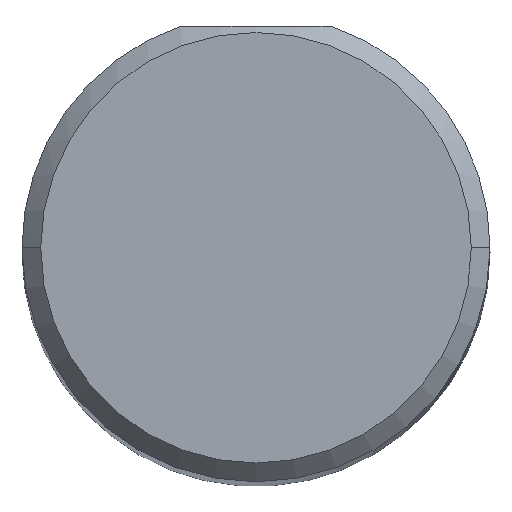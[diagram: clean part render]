
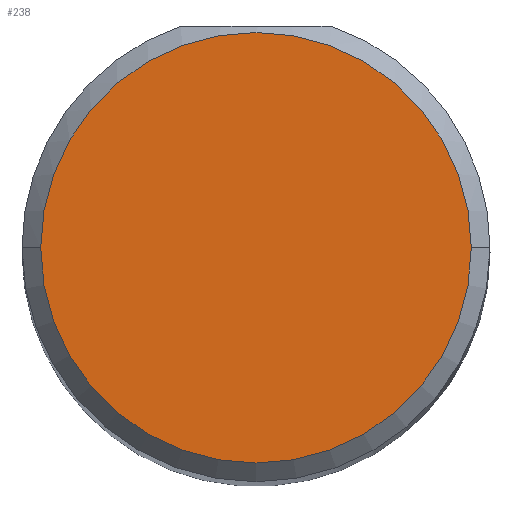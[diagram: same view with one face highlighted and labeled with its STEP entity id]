
A CAD part, top view. The second image highlights one B-rep face of the part: STEP entity #238.
In plain terms, the highlighted planar face has unit normal (0, 0, 1).
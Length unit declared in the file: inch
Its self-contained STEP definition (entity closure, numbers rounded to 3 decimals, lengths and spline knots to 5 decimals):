
#31 = DIRECTION ( 'NONE',  ( 0., 0., 1. ) ) ;
#122 = AXIS2_PLACEMENT_3D ( 'NONE', #312, #363, #136 ) ;
#136 = DIRECTION ( 'NONE',  ( 1., 0., 0. ) ) ;
#204 = ORIENTED_EDGE ( 'NONE', *, *, #338, .T. ) ;
#217 = AXIS2_PLACEMENT_3D ( 'NONE', #522, #577, #683 ) ;
#238 = ADVANCED_FACE ( 'NONE', ( #300 ), #534, .T. ) ;
#289 = VERTEX_POINT ( 'NONE', #326 ) ;
#300 = FACE_OUTER_BOUND ( 'NONE', #327, .T. ) ;
#312 = CARTESIAN_POINT ( 'NONE',  ( 0., 0., 2.5 ) ) ;
#326 = CARTESIAN_POINT ( 'NONE',  ( -0.1725, 0., 2.5 ) ) ;
#327 = EDGE_LOOP ( 'NONE', ( #204, #490 ) ) ;
#338 = EDGE_CURVE ( 'NONE', #289, #586, #542, .T. ) ;
#363 = DIRECTION ( 'NONE',  ( 0., 0., 1. ) ) ;
#374 = DIRECTION ( 'NONE',  ( 1., 0., 0. ) ) ;
#422 = CARTESIAN_POINT ( 'NONE',  ( 0.1725, 0., 2.5 ) ) ;
#440 = CARTESIAN_POINT ( 'NONE',  ( 0., 0., 2.5 ) ) ;
#490 = ORIENTED_EDGE ( 'NONE', *, *, #532, .T. ) ;
#508 = CIRCLE ( 'NONE', #217, 0.1725 ) ;
#522 = CARTESIAN_POINT ( 'NONE',  ( 0., 0., 2.5 ) ) ;
#532 = EDGE_CURVE ( 'NONE', #586, #289, #508, .T. ) ;
#534 = PLANE ( 'NONE',  #122 ) ;
#542 = CIRCLE ( 'NONE', #578, 0.1725 ) ;
#577 = DIRECTION ( 'NONE',  ( 0., 0., 1. ) ) ;
#578 = AXIS2_PLACEMENT_3D ( 'NONE', #440, #31, #374 ) ;
#586 = VERTEX_POINT ( 'NONE', #422 ) ;
#683 = DIRECTION ( 'NONE',  ( 1., 0., 0. ) ) ;
